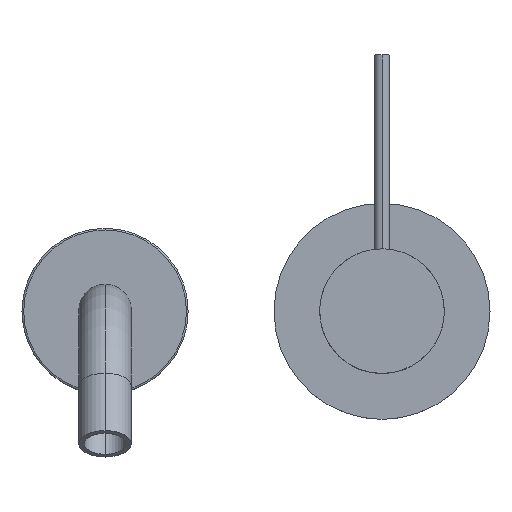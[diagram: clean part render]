
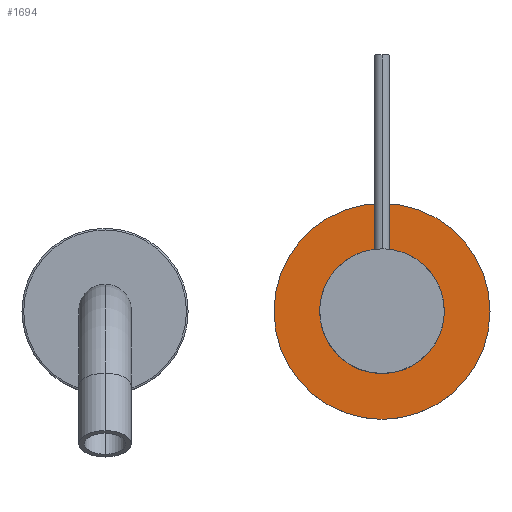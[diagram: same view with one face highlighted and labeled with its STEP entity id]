
A CAD part, top view. The second image highlights one B-rep face of the part: STEP entity #1694.
In plain terms, the highlighted face is planar.
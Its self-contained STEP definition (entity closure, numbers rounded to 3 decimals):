
#38 = AXIS2_PLACEMENT_3D ( 'NONE', #958, #700, #673 ) ;
#120 = CARTESIAN_POINT ( 'NONE',  ( 0., 0., 0. ) ) ;
#132 = AXIS2_PLACEMENT_3D ( 'NONE', #120, #198, #532 ) ;
#198 = DIRECTION ( 'NONE',  ( 0., 1., 0. ) ) ;
#229 = CARTESIAN_POINT ( 'NONE',  ( 0., 0., -39. ) ) ;
#235 = ORIENTED_EDGE ( 'NONE', *, *, #940, .T. ) ;
#482 = VERTEX_POINT ( 'NONE', #728 ) ;
#532 = DIRECTION ( 'NONE',  ( 0., 0., 1. ) ) ;
#569 = PLANE ( 'NONE',  #132 ) ;
#571 = EDGE_LOOP ( 'NONE', ( #235, #760 ) ) ;
#604 = EDGE_CURVE ( 'NONE', #1254, #482, #1315, .T. ) ;
#673 = DIRECTION ( 'NONE',  ( 0., 0., 1. ) ) ;
#700 = DIRECTION ( 'NONE',  ( 0., 1., 0. ) ) ;
#728 = CARTESIAN_POINT ( 'NONE',  ( 0., 0., 39. ) ) ;
#760 = ORIENTED_EDGE ( 'NONE', *, *, #604, .T. ) ;
#890 = FACE_OUTER_BOUND ( 'NONE', #571, .T. ) ;
#940 = EDGE_CURVE ( 'NONE', #482, #1254, #1882, .T. ) ;
#958 = CARTESIAN_POINT ( 'NONE',  ( 0., 0., 0. ) ) ;
#1206 = AXIS2_PLACEMENT_3D ( 'NONE', #1832, #1880, #1665 ) ;
#1254 = VERTEX_POINT ( 'NONE', #229 ) ;
#1315 = CIRCLE ( 'NONE', #38, 39. ) ;
#1665 = DIRECTION ( 'NONE',  ( 0., 0., 1. ) ) ;
#1694 = ADVANCED_FACE ( 'NONE', ( #890 ), #569, .T. ) ;
#1832 = CARTESIAN_POINT ( 'NONE',  ( 0., 0., 0. ) ) ;
#1880 = DIRECTION ( 'NONE',  ( 0., 1., 0. ) ) ;
#1882 = CIRCLE ( 'NONE', #1206, 39. ) ;
